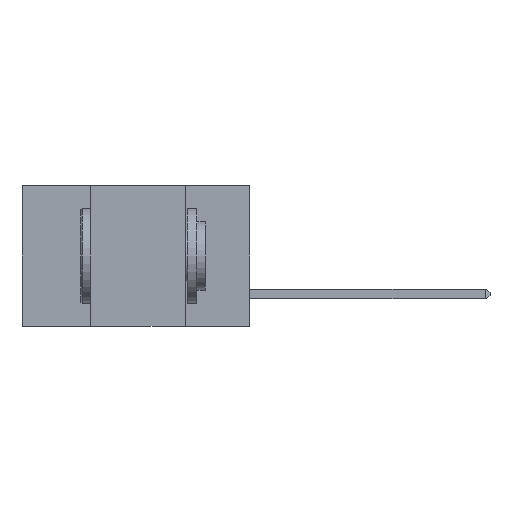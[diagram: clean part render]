
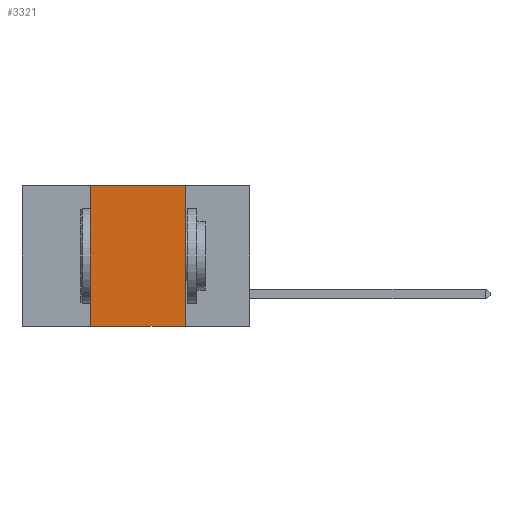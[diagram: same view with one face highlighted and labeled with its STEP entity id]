
A CAD part, left-side view. The second image highlights one B-rep face of the part: STEP entity #3321.
In plain terms, the highlighted planar face has unit normal (-1, 0, 0).
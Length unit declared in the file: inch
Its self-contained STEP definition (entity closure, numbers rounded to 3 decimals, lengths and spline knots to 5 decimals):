
#354 = CARTESIAN_POINT ( 'NONE',  ( 0., 0.42, 0. ) ) ;
#528 = DIRECTION ( 'NONE',  ( 0., 0., 1. ) ) ;
#1093 = VERTEX_POINT ( 'NONE', #7144 ) ;
#1243 = EDGE_CURVE ( 'NONE', #10109, #1093, #7995, .T. ) ;
#1263 = FACE_OUTER_BOUND ( 'NONE', #4352, .T. ) ;
#3321 = ADVANCED_FACE ( 'NONE', ( #1263 ), #10133, .F. ) ;
#3444 = DIRECTION ( 'NONE',  ( 0., -1., 0. ) ) ;
#4055 = AXIS2_PLACEMENT_3D ( 'NONE', #10110, #10108, #10101 ) ;
#4245 = EDGE_CURVE ( 'NONE', #10109, #5442, #8188, .T. ) ;
#4352 = EDGE_LOOP ( 'NONE', ( #4808, #4817, #4848, #4856 ) ) ;
#4808 = ORIENTED_EDGE ( 'NONE', *, *, #9161, .F. ) ;
#4817 = ORIENTED_EDGE ( 'NONE', *, *, #8317, .F. ) ;
#4848 = ORIENTED_EDGE ( 'NONE', *, *, #4245, .F. ) ;
#4856 = ORIENTED_EDGE ( 'NONE', *, *, #1243, .T. ) ;
#5091 = VECTOR ( 'NONE', #6262, 39.37008 ) ;
#5169 = CARTESIAN_POINT ( 'NONE',  ( 0., 0.42, -0.37 ) ) ;
#5442 = VERTEX_POINT ( 'NONE', #7379 ) ;
#6262 = DIRECTION ( 'NONE',  ( 0., 0., -1. ) ) ;
#6279 = CARTESIAN_POINT ( 'NONE',  ( 0., 0.6, -0.37 ) ) ;
#6918 = VECTOR ( 'NONE', #3444, 39.37008 ) ;
#6925 = CARTESIAN_POINT ( 'NONE',  ( 0., 0.17, 0. ) ) ;
#7144 = CARTESIAN_POINT ( 'NONE',  ( 0., 0.17, -0.37 ) ) ;
#7379 = CARTESIAN_POINT ( 'NONE',  ( 0., 0.42, 0. ) ) ;
#7697 = LINE ( 'NONE', #8819, #5091 ) ;
#7995 = LINE ( 'NONE', #6279, #10179 ) ;
#8065 = DIRECTION ( 'NONE',  ( 0., -1., 0. ) ) ;
#8188 = LINE ( 'NONE', #354, #10095 ) ;
#8317 = EDGE_CURVE ( 'NONE', #5442, #9587, #9187, .T. ) ;
#8819 = CARTESIAN_POINT ( 'NONE',  ( 0., 0.17, 0. ) ) ;
#9161 = EDGE_CURVE ( 'NONE', #9587, #1093, #7697, .T. ) ;
#9187 = LINE ( 'NONE', #11064, #6918 ) ;
#9587 = VERTEX_POINT ( 'NONE', #6925 ) ;
#10095 = VECTOR ( 'NONE', #528, 39.37008 ) ;
#10101 = DIRECTION ( 'NONE',  ( 0., 0., -1. ) ) ;
#10108 = DIRECTION ( 'NONE',  ( 1., 0., 0. ) ) ;
#10109 = VERTEX_POINT ( 'NONE', #5169 ) ;
#10110 = CARTESIAN_POINT ( 'NONE',  ( 0., 0.6, 0. ) ) ;
#10133 = PLANE ( 'NONE',  #4055 ) ;
#10179 = VECTOR ( 'NONE', #8065, 39.37008 ) ;
#11064 = CARTESIAN_POINT ( 'NONE',  ( 0., 0.6, 0. ) ) ;
